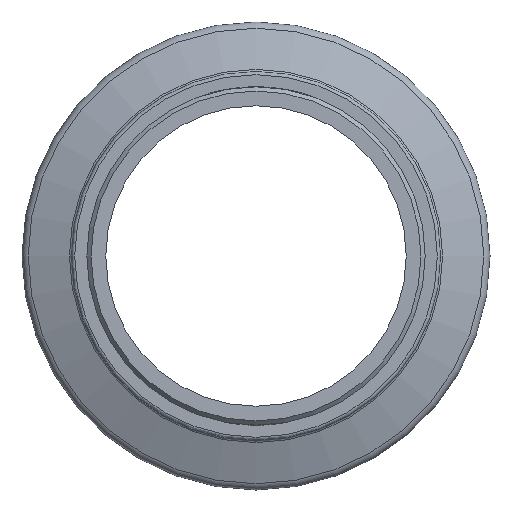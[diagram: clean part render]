
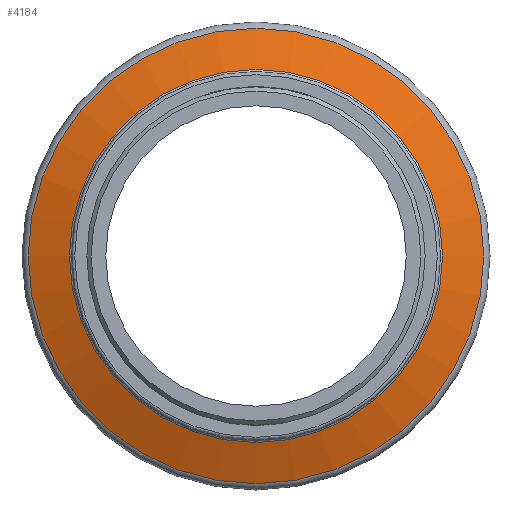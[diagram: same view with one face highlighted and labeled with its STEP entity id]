
A CAD part, left-side view. The second image highlights one B-rep face of the part: STEP entity #4184.
In plain terms, the highlighted conical face has half-angle 70 degrees and reference radius 50.419 mm.
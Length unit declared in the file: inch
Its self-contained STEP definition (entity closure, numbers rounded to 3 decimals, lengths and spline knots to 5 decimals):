
#1110=FACE_BOUND($,#1404,.T.);
#1136=FACE_OUTER_BOUND($,#1403,.T.);
#1403=EDGE_LOOP($,(#3052));
#1404=EDGE_LOOP($,(#3053));
#1706=CIRCLE($,#4499,2.16078);
#1708=CIRCLE($,#4502,1.76974);
#1946=VERTEX_POINT($,#6777);
#1948=VERTEX_POINT($,#6782);
#2389=EDGE_CURVE($,#1946,#1946,#1706,.T.);
#2391=EDGE_CURVE($,#1948,#1948,#1708,.T.);
#3052=ORIENTED_EDGE($,*,*,#2391,.F.);
#3053=ORIENTED_EDGE($,*,*,#2389,.F.);
#4176=CONICAL_SURFACE($,#4501,1.985,70.);
#4184=ADVANCED_FACE($,(#1136,#1110),#4176,.T.);
#4499=AXIS2_PLACEMENT_3D($,#6778,#4868,#4869);
#4501=AXIS2_PLACEMENT_3D($,#6781,#4872,#4873);
#4502=AXIS2_PLACEMENT_3D($,#6783,#4874,#4875);
#4868=DIRECTION('center_axis',(1.,0.,0.));
#4869=DIRECTION('ref_axis',(0.,-1.,0.));
#4872=DIRECTION('center_axis',(1.,0.,0.));
#4873=DIRECTION('ref_axis',(0.,1.,0.));
#4874=DIRECTION('center_axis',(-1.,0.,0.));
#4875=DIRECTION('ref_axis',(0.,-1.,0.));
#6777=CARTESIAN_POINT('',(-0.24355,2.16078,0.));
#6778=CARTESIAN_POINT('Origin',(-0.24355,0.,0.));
#6781=CARTESIAN_POINT('Origin',(-0.30753,0.,0.));
#6782=CARTESIAN_POINT('',(-0.38588,1.76974,0.));
#6783=CARTESIAN_POINT('Origin',(-0.38588,0.,0.));
